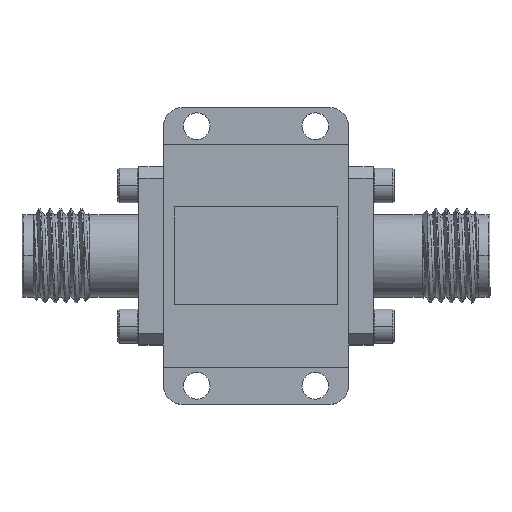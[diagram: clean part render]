
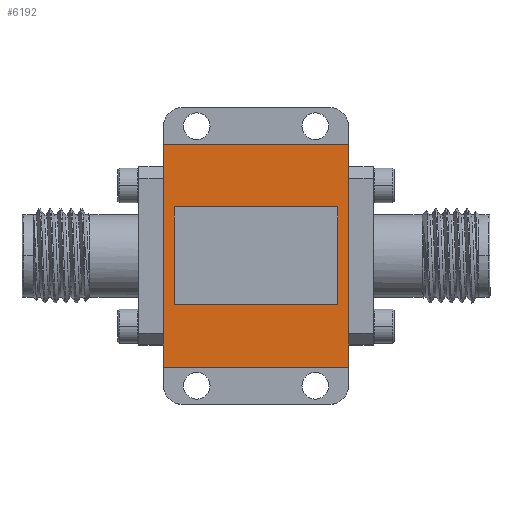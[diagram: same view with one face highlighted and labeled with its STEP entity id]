
A CAD part, top view. The second image highlights one B-rep face of the part: STEP entity #6192.
In plain terms, the highlighted planar face has unit normal (0, 0, 1).
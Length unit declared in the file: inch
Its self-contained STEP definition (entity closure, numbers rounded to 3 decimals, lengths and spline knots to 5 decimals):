
#262 = VECTOR ( 'NONE', #21405, 39.37008 ) ;
#1035 = VERTEX_POINT ( 'NONE', #11582 ) ;
#1364 = ORIENTED_EDGE ( 'NONE', *, *, #6910, .F. ) ;
#1885 = CARTESIAN_POINT ( 'NONE',  ( 0.21682, -0.1297, 0.12795 ) ) ;
#2543 = LINE ( 'NONE', #7596, #6481 ) ;
#4148 = LINE ( 'NONE', #17113, #20302 ) ;
#4845 = CARTESIAN_POINT ( 'NONE',  ( 0., 0., 0.12795 ) ) ;
#4978 = EDGE_CURVE ( 'NONE', #1035, #5633, #8702, .T. ) ;
#5097 = VERTEX_POINT ( 'NONE', #10376 ) ;
#5401 = ORIENTED_EDGE ( 'NONE', *, *, #21633, .F. ) ;
#5633 = VERTEX_POINT ( 'NONE', #20270 ) ;
#5928 = VERTEX_POINT ( 'NONE', #16212 ) ;
#5997 = VERTEX_POINT ( 'NONE', #21362 ) ;
#6145 = CARTESIAN_POINT ( 'NONE',  ( -0.21682, -0.1297, 0.12795 ) ) ;
#6192 = ADVANCED_FACE ( 'NONE', ( #21153, #20366 ), #21647, .F. ) ;
#6481 = VECTOR ( 'NONE', #19269, 39.37008 ) ;
#6910 = EDGE_CURVE ( 'NONE', #11041, #5097, #12680, .T. ) ;
#7228 = LINE ( 'NONE', #14226, #15244 ) ;
#7596 = CARTESIAN_POINT ( 'NONE',  ( -0.24606, 0.29528, 0.12795 ) ) ;
#7744 = VERTEX_POINT ( 'NONE', #9607 ) ;
#8235 = DIRECTION ( 'NONE',  ( 0., 0., -1. ) ) ;
#8607 = EDGE_CURVE ( 'NONE', #5997, #7744, #4148, .T. ) ;
#8702 = LINE ( 'NONE', #6145, #262 ) ;
#9036 = VECTOR ( 'NONE', #16744, 39.37008 ) ;
#9362 = EDGE_LOOP ( 'NONE', ( #21693, #20998, #19466, #19806 ) ) ;
#9607 = CARTESIAN_POINT ( 'NONE',  ( 0.24606, -0.29528, 0.12795 ) ) ;
#9947 = EDGE_CURVE ( 'NONE', #5633, #11041, #7228, .T. ) ;
#10376 = CARTESIAN_POINT ( 'NONE',  ( 0.21682, 0.1297, 0.12795 ) ) ;
#10657 = CARTESIAN_POINT ( 'NONE',  ( 0.24606, -0.29528, 0.12795 ) ) ;
#11041 = VERTEX_POINT ( 'NONE', #16171 ) ;
#11191 = EDGE_CURVE ( 'NONE', #5928, #5997, #18665, .T. ) ;
#11197 = EDGE_CURVE ( 'NONE', #12963, #5928, #2543, .T. ) ;
#11582 = CARTESIAN_POINT ( 'NONE',  ( -0.21682, 0.1297, 0.12795 ) ) ;
#12680 = LINE ( 'NONE', #1885, #16911 ) ;
#12772 = DIRECTION ( 'NONE',  ( 0., -1., 0. ) ) ;
#12963 = VERTEX_POINT ( 'NONE', #16521 ) ;
#14064 = DIRECTION ( 'NONE',  ( 0., 1., 0. ) ) ;
#14096 = VECTOR ( 'NONE', #14064, 39.37008 ) ;
#14226 = CARTESIAN_POINT ( 'NONE',  ( -0.21682, -0.1297, 0.12795 ) ) ;
#14320 = EDGE_CURVE ( 'NONE', #7744, #12963, #18589, .T. ) ;
#14979 = CARTESIAN_POINT ( 'NONE',  ( -0.21682, 0.1297, 0.12795 ) ) ;
#15244 = VECTOR ( 'NONE', #17553, 39.37008 ) ;
#15438 = ORIENTED_EDGE ( 'NONE', *, *, #4978, .F. ) ;
#16060 = VECTOR ( 'NONE', #12772, 39.37008 ) ;
#16171 = CARTESIAN_POINT ( 'NONE',  ( 0.21682, -0.1297, 0.12795 ) ) ;
#16212 = CARTESIAN_POINT ( 'NONE',  ( -0.24606, 0.29528, 0.12795 ) ) ;
#16521 = CARTESIAN_POINT ( 'NONE',  ( 0.24606, 0.29528, 0.12795 ) ) ;
#16744 = DIRECTION ( 'NONE',  ( -1., 0., 0. ) ) ;
#16911 = VECTOR ( 'NONE', #18974, 39.37008 ) ;
#17113 = CARTESIAN_POINT ( 'NONE',  ( -0.24606, -0.29528, 0.12795 ) ) ;
#17553 = DIRECTION ( 'NONE',  ( 1., 0., 0. ) ) ;
#17566 = CARTESIAN_POINT ( 'NONE',  ( -0.24606, -0.29528, 0.12795 ) ) ;
#17995 = AXIS2_PLACEMENT_3D ( 'NONE', #4845, #8235, #20105 ) ;
#18044 = LINE ( 'NONE', #14979, #9036 ) ;
#18589 = LINE ( 'NONE', #10657, #14096 ) ;
#18665 = LINE ( 'NONE', #17566, #16060 ) ;
#18974 = DIRECTION ( 'NONE',  ( 0., 1., 0. ) ) ;
#19269 = DIRECTION ( 'NONE',  ( -1., 0., 0. ) ) ;
#19403 = DIRECTION ( 'NONE',  ( 1., 0., 0. ) ) ;
#19466 = ORIENTED_EDGE ( 'NONE', *, *, #11191, .T. ) ;
#19806 = ORIENTED_EDGE ( 'NONE', *, *, #8607, .T. ) ;
#20019 = EDGE_LOOP ( 'NONE', ( #1364, #21577, #15438, #5401 ) ) ;
#20105 = DIRECTION ( 'NONE',  ( -1., 0., 0. ) ) ;
#20270 = CARTESIAN_POINT ( 'NONE',  ( -0.21682, -0.1297, 0.12795 ) ) ;
#20302 = VECTOR ( 'NONE', #19403, 39.37008 ) ;
#20366 = FACE_BOUND ( 'NONE', #20019, .T. ) ;
#20998 = ORIENTED_EDGE ( 'NONE', *, *, #11197, .T. ) ;
#21153 = FACE_OUTER_BOUND ( 'NONE', #9362, .T. ) ;
#21362 = CARTESIAN_POINT ( 'NONE',  ( -0.24606, -0.29528, 0.12795 ) ) ;
#21405 = DIRECTION ( 'NONE',  ( 0., -1., 0. ) ) ;
#21577 = ORIENTED_EDGE ( 'NONE', *, *, #9947, .F. ) ;
#21633 = EDGE_CURVE ( 'NONE', #5097, #1035, #18044, .T. ) ;
#21647 = PLANE ( 'NONE',  #17995 ) ;
#21693 = ORIENTED_EDGE ( 'NONE', *, *, #14320, .T. ) ;
